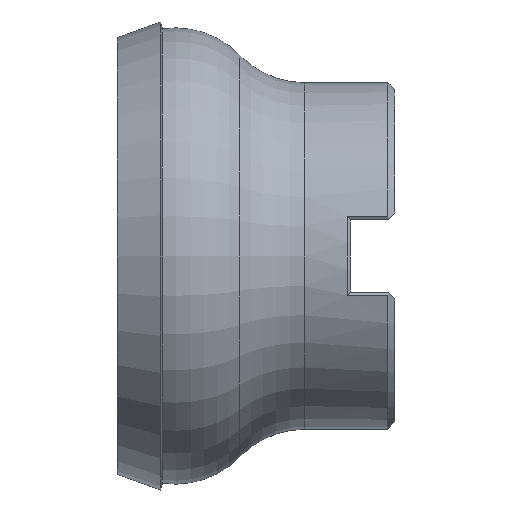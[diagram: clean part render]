
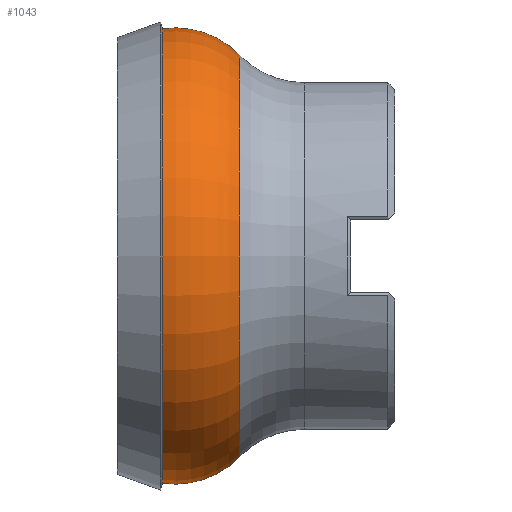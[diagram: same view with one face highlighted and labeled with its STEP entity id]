
A CAD part, left-side view. The second image highlights one B-rep face of the part: STEP entity #1043.
In plain terms, the highlighted toroidal (fillet/blend) face has major radius 19.908 mm and minor radius 13 mm.
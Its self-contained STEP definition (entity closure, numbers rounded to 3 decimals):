
#31 = DIRECTION ( 'NONE',  ( 0., -1., 0. ) ) ;
#72 = CARTESIAN_POINT ( 'NONE',  ( 0., 22.336, 28.954 ) ) ;
#105 = CARTESIAN_POINT ( 'NONE',  ( 0., 22.336, 0. ) ) ;
#130 = DIRECTION ( 'NONE',  ( 0., -1., 0. ) ) ;
#195 = DIRECTION ( 'NONE',  ( 0., 0., -1. ) ) ;
#260 = ORIENTED_EDGE ( 'NONE', *, *, #1839, .T. ) ;
#321 = CARTESIAN_POINT ( 'NONE',  ( 0., 31.673, 19.908 ) ) ;
#361 = CIRCLE ( 'NONE', #1596, 13. ) ;
#381 = FACE_OUTER_BOUND ( 'NONE', #942, .T. ) ;
#400 = TOROIDAL_SURFACE ( 'NONE', #675, 19.908, 13. ) ;
#421 = DIRECTION ( 'NONE',  ( 0., 0., -1. ) ) ;
#459 = CARTESIAN_POINT ( 'NONE',  ( 0., 33.511, -32.777 ) ) ;
#496 = CARTESIAN_POINT ( 'NONE',  ( 0., 31.673, -19.908 ) ) ;
#537 = CARTESIAN_POINT ( 'NONE',  ( 0., 31.673, 0. ) ) ;
#544 = DIRECTION ( 'NONE',  ( 0., 0., -1. ) ) ;
#558 = VERTEX_POINT ( 'NONE', #609 ) ;
#592 = ORIENTED_EDGE ( 'NONE', *, *, #1531, .F. ) ;
#609 = CARTESIAN_POINT ( 'NONE',  ( 0., 33.511, 32.777 ) ) ;
#675 = AXIS2_PLACEMENT_3D ( 'NONE', #537, #130, #544 ) ;
#679 = DIRECTION ( 'NONE',  ( 0., 0., -1. ) ) ;
#693 = CIRCLE ( 'NONE', #1750, 32.777 ) ;
#752 = CARTESIAN_POINT ( 'NONE',  ( 0., 33.511, 0. ) ) ;
#790 = DIRECTION ( 'NONE',  ( 0., 0., 1. ) ) ;
#861 = CIRCLE ( 'NONE', #1461, 28.954 ) ;
#880 = ORIENTED_EDGE ( 'NONE', *, *, #1075, .F. ) ;
#922 = VERTEX_POINT ( 'NONE', #72 ) ;
#942 = EDGE_LOOP ( 'NONE', ( #880, #260, #1482, #592 ) ) ;
#1043 = ADVANCED_FACE ( 'NONE', ( #381 ), #400, .T. ) ;
#1050 = CARTESIAN_POINT ( 'NONE',  ( 0., 22.336, -28.954 ) ) ;
#1075 = EDGE_CURVE ( 'NONE', #558, #922, #1772, .T. ) ;
#1246 = DIRECTION ( 'NONE',  ( 0., -1., 0. ) ) ;
#1372 = AXIS2_PLACEMENT_3D ( 'NONE', #321, #1713, #421 ) ;
#1373 = VERTEX_POINT ( 'NONE', #1050 ) ;
#1461 = AXIS2_PLACEMENT_3D ( 'NONE', #105, #1246, #679 ) ;
#1482 = ORIENTED_EDGE ( 'NONE', *, *, #1508, .T. ) ;
#1508 = EDGE_CURVE ( 'NONE', #1782, #1373, #361, .T. ) ;
#1531 = EDGE_CURVE ( 'NONE', #922, #1373, #861, .T. ) ;
#1596 = AXIS2_PLACEMENT_3D ( 'NONE', #496, #1641, #790 ) ;
#1641 = DIRECTION ( 'NONE',  ( -1., 0., 0. ) ) ;
#1713 = DIRECTION ( 'NONE',  ( 1., 0., 0. ) ) ;
#1750 = AXIS2_PLACEMENT_3D ( 'NONE', #752, #31, #195 ) ;
#1772 = CIRCLE ( 'NONE', #1372, 13. ) ;
#1782 = VERTEX_POINT ( 'NONE', #459 ) ;
#1839 = EDGE_CURVE ( 'NONE', #558, #1782, #693, .T. ) ;
